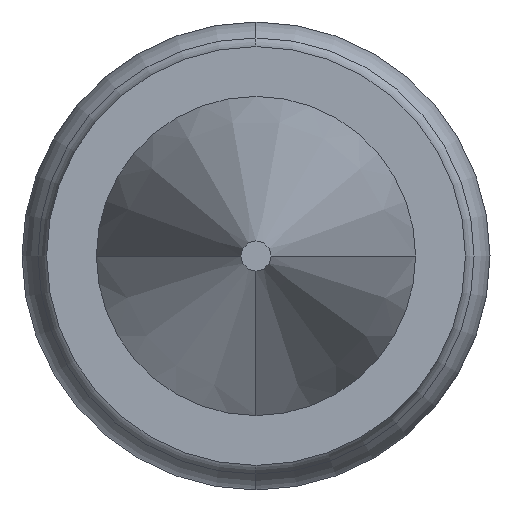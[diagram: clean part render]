
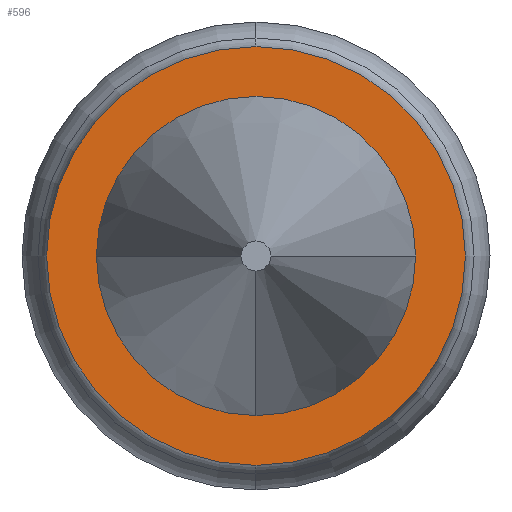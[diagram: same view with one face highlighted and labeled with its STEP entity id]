
A CAD part, left-side view. The second image highlights one B-rep face of the part: STEP entity #596.
In plain terms, the highlighted planar face has unit normal (-1, 0, 0).
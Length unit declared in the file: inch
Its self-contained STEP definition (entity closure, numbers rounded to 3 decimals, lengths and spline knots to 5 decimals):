
#2 = VERTEX_POINT ( 'NONE', #253 ) ;
#141 = CARTESIAN_POINT ( 'NONE',  ( 0., 0.0105, 0. ) ) ;
#164 = CARTESIAN_POINT ( 'NONE',  ( 0., 0., 0. ) ) ;
#181 = AXIS2_PLACEMENT_3D ( 'NONE', #249, #972, #358 ) ;
#210 = AXIS2_PLACEMENT_3D ( 'NONE', #1003, #833, #825 ) ;
#218 = ORIENTED_EDGE ( 'NONE', *, *, #808, .T. ) ;
#243 = EDGE_LOOP ( 'NONE', ( #577, #1210, #450 ) ) ;
#249 = CARTESIAN_POINT ( 'NONE',  ( 0., 0., 0. ) ) ;
#252 = DIRECTION ( 'NONE',  ( 0., -1., 0. ) ) ;
#253 = CARTESIAN_POINT ( 'NONE',  ( 0., -0.0105, 0. ) ) ;
#278 = DIRECTION ( 'NONE',  ( -1., 0., 0. ) ) ;
#300 = ORIENTED_EDGE ( 'NONE', *, *, #987, .T. ) ;
#358 = DIRECTION ( 'NONE',  ( 0., 0., 1. ) ) ;
#368 = FACE_OUTER_BOUND ( 'NONE', #591, .T. ) ;
#410 = CIRCLE ( 'NONE', #721, 0.01378 ) ;
#450 = ORIENTED_EDGE ( 'NONE', *, *, #667, .F. ) ;
#460 = EDGE_CURVE ( 'NONE', #2, #688, #1160, .T. ) ;
#483 = AXIS2_PLACEMENT_3D ( 'NONE', #164, #871, #252 ) ;
#503 = CARTESIAN_POINT ( 'NONE',  ( 0., 0., -0.0105 ) ) ;
#521 = DIRECTION ( 'NONE',  ( -1., 0., 0. ) ) ;
#550 = CIRCLE ( 'NONE', #483, 0.0105 ) ;
#577 = ORIENTED_EDGE ( 'NONE', *, *, #867, .F. ) ;
#591 = EDGE_LOOP ( 'NONE', ( #218, #300 ) ) ;
#596 = ADVANCED_FACE ( 'NONE', ( #616, #368 ), #845, .T. ) ;
#615 = AXIS2_PLACEMENT_3D ( 'NONE', #1259, #521, #1152 ) ;
#616 = FACE_BOUND ( 'NONE', #243, .T. ) ;
#651 = CARTESIAN_POINT ( 'NONE',  ( 0., 0., -0.01378 ) ) ;
#667 = EDGE_CURVE ( 'NONE', #1176, #2, #1246, .T. ) ;
#688 = VERTEX_POINT ( 'NONE', #141 ) ;
#702 = CARTESIAN_POINT ( 'NONE',  ( 0., 0., 0.01378 ) ) ;
#721 = AXIS2_PLACEMENT_3D ( 'NONE', #893, #278, #1000 ) ;
#808 = EDGE_CURVE ( 'NONE', #1117, #858, #1109, .T. ) ;
#825 = DIRECTION ( 'NONE',  ( 0., 0., 1. ) ) ;
#833 = DIRECTION ( 'NONE',  ( -1., 0., 0. ) ) ;
#845 = PLANE ( 'NONE',  #210 ) ;
#858 = VERTEX_POINT ( 'NONE', #651 ) ;
#867 = EDGE_CURVE ( 'NONE', #688, #1176, #550, .T. ) ;
#871 = DIRECTION ( 'NONE',  ( -1., 0., 0. ) ) ;
#893 = CARTESIAN_POINT ( 'NONE',  ( 0., 0., 0. ) ) ;
#972 = DIRECTION ( 'NONE',  ( -1., 0., 0. ) ) ;
#987 = EDGE_CURVE ( 'NONE', #858, #1117, #410, .T. ) ;
#1000 = DIRECTION ( 'NONE',  ( 0., 0., 1. ) ) ;
#1003 = CARTESIAN_POINT ( 'NONE',  ( 0., 0.0129, 0. ) ) ;
#1109 = CIRCLE ( 'NONE', #181, 0.01378 ) ;
#1117 = VERTEX_POINT ( 'NONE', #702 ) ;
#1152 = DIRECTION ( 'NONE',  ( 0., -1., 0. ) ) ;
#1160 = CIRCLE ( 'NONE', #1267, 0.0105 ) ;
#1176 = VERTEX_POINT ( 'NONE', #503 ) ;
#1193 = DIRECTION ( 'NONE',  ( 0., -1., 0. ) ) ;
#1199 = DIRECTION ( 'NONE',  ( -1., 0., 0. ) ) ;
#1205 = CARTESIAN_POINT ( 'NONE',  ( 0., 0., 0. ) ) ;
#1210 = ORIENTED_EDGE ( 'NONE', *, *, #460, .F. ) ;
#1246 = CIRCLE ( 'NONE', #615, 0.0105 ) ;
#1259 = CARTESIAN_POINT ( 'NONE',  ( 0., 0., 0. ) ) ;
#1267 = AXIS2_PLACEMENT_3D ( 'NONE', #1205, #1199, #1193 ) ;
